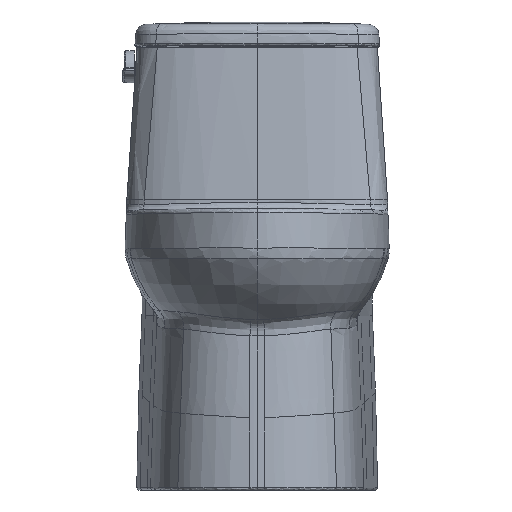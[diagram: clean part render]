
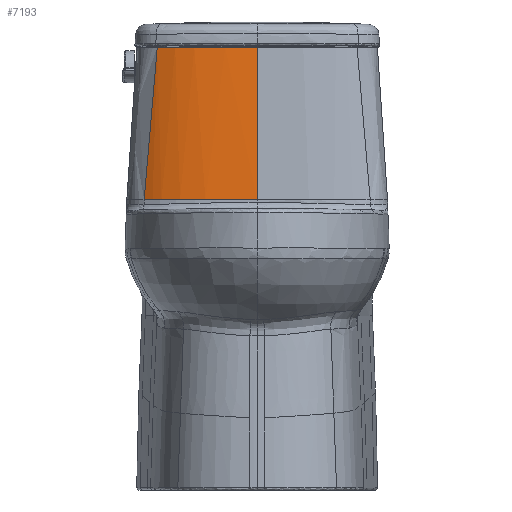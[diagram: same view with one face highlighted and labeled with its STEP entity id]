
A CAD part, front view. The second image highlights one B-rep face of the part: STEP entity #7193.
In plain terms, the highlighted free-form (B-spline) face has degree [1, 3] with [2, 16] control points.
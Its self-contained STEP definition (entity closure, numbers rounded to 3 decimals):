
#4686=FACE_OUTER_BOUND('',#10357,.T.);
#7193=ADVANCED_FACE('',(#4686),#9497,.F.);
#9497=B_SPLINE_SURFACE_WITH_KNOTS('',1,3,((#54579,#54580,#54581,#54582,
#54583,#54584,#54585,#54586,#54587,#54588,#54589,#54590,#54591,#54592,#54593,
#54594),(#54595,#54596,#54597,#54598,#54599,#54600,#54601,#54602,#54603,
#54604,#54605,#54606,#54607,#54608,#54609,#54610)),.UNSPECIFIED.,.F.,.F.,
 .F.,(2,2),(4,2,2,2,2,2,2,4),(0.,1.),(0.,0.089,0.166,
0.242,0.395,0.548,0.701,
1.),.UNSPECIFIED.);
#10357=EDGE_LOOP('',(#13924,#13925,#13926,#13927));
#13924=ORIENTED_EDGE('',*,*,#29436,.F.);
#13925=ORIENTED_EDGE('',*,*,#29437,.T.);
#13926=ORIENTED_EDGE('',*,*,#29424,.F.);
#13927=ORIENTED_EDGE('',*,*,#29438,.T.);
#25459=VERTEX_POINT('',#54457);
#25460=VERTEX_POINT('',#54474);
#25468=VERTEX_POINT('',#54557);
#25469=VERTEX_POINT('',#54558);
#29424=EDGE_CURVE('',#25459,#25460,#35398,.T.);
#29436=EDGE_CURVE('',#25468,#25469,#35410,.T.);
#29437=EDGE_CURVE('',#25468,#25460,#35411,.T.);
#29438=EDGE_CURVE('',#25459,#25469,#35412,.T.);
#35398=B_SPLINE_CURVE_WITH_KNOTS('',3,(#54458,#54459,#54460,#54461,#54462,
#54463,#54464,#54465,#54466,#54467,#54468,#54469,#54470,#54471,#54472,#54473),
 .UNSPECIFIED.,.F.,.F.,(4,2,2,2,2,2,2,4),(0.,0.297,0.452,
0.606,0.761,0.838,0.916,
1.),.UNSPECIFIED.);
#35410=B_SPLINE_CURVE_WITH_KNOTS('',3,(#54541,#54542,#54543,#54544,#54545,
#54546,#54547,#54548,#54549,#54550,#54551,#54552,#54553,#54554,#54555,#54556),
 .UNSPECIFIED.,.F.,.F.,(4,2,2,2,2,2,2,4),(0.,0.001,0.085,
0.17,0.339,0.507,0.676,
1.),.UNSPECIFIED.);
#35411=B_SPLINE_CURVE_WITH_KNOTS('',3,(#54559,#54560,#54561,#54562,#54563,
#54564,#54565,#54566,#54567,#54568,#54569,#54570,#54571),.UNSPECIFIED.,
 .F.,.F.,(4,3,3,3,4),(0.,0.075,0.467,0.933,
1.),.UNSPECIFIED.);
#35412=B_SPLINE_CURVE_WITH_KNOTS('',3,(#54572,#54573,#54574,#54575,#54576,
#54577,#54578),.UNSPECIFIED.,.F.,.F.,(4,3,4),(0.,0.525,1.),
 .UNSPECIFIED.);
#54457=CARTESIAN_POINT('',(0.,26.439,3.395));
#54458=CARTESIAN_POINT('',(0.,26.439,3.395));
#54459=CARTESIAN_POINT('',(-15.967,26.44,3.395));
#54460=CARTESIAN_POINT('',(-31.92,26.476,3.395));
#54461=CARTESIAN_POINT('',(-56.187,27.584,3.395));
#54462=CARTESIAN_POINT('',(-64.501,28.152,3.395));
#54463=CARTESIAN_POINT('',(-81.007,29.86,3.395));
#54464=CARTESIAN_POINT('',(-89.2,31.001,3.395));
#54465=CARTESIAN_POINT('',(-105.431,34.053,3.395));
#54466=CARTESIAN_POINT('',(-113.468,35.967,3.395));
#54467=CARTESIAN_POINT('',(-125.358,39.639,3.395));
#54468=CARTESIAN_POINT('',(-129.297,40.999,3.395));
#54469=CARTESIAN_POINT('',(-137.094,44.026,3.395));
#54470=CARTESIAN_POINT('',(-140.938,45.687,3.395));
#54471=CARTESIAN_POINT('',(-148.737,49.455,3.395));
#54472=CARTESIAN_POINT('',(-152.689,51.593,3.395));
#54473=CARTESIAN_POINT('',(-156.519,53.921,3.395));
#54474=CARTESIAN_POINT('',(-156.519,53.921,3.395));
#54541=CARTESIAN_POINT('',(-138.381,60.805,213.966));
#54542=CARTESIAN_POINT('',(-138.343,60.786,213.966));
#54543=CARTESIAN_POINT('',(-138.304,60.767,213.966));
#54544=CARTESIAN_POINT('',(-134.905,59.126,213.966));
#54545=CARTESIAN_POINT('',(-131.421,57.619,213.966));
#54546=CARTESIAN_POINT('',(-124.311,54.858,213.966));
#54547=CARTESIAN_POINT('',(-120.705,53.612,213.966));
#54548=CARTESIAN_POINT('',(-109.741,50.227,213.966));
#54549=CARTESIAN_POINT('',(-102.246,48.437,213.966));
#54550=CARTESIAN_POINT('',(-86.942,45.559,213.966));
#54551=CARTESIAN_POINT('',(-79.148,44.471,213.966));
#54552=CARTESIAN_POINT('',(-63.328,42.833,213.966));
#54553=CARTESIAN_POINT('',(-55.294,42.283,213.966));
#54554=CARTESIAN_POINT('',(-31.675,41.205,213.966));
#54555=CARTESIAN_POINT('',(-15.945,41.165,213.966));
#54556=CARTESIAN_POINT('',(0.,41.164,213.966));
#54557=CARTESIAN_POINT('',(-138.381,60.805,213.966));
#54558=CARTESIAN_POINT('',(0.,41.164,213.966));
#54559=CARTESIAN_POINT('',(-138.381,60.805,213.966));
#54560=CARTESIAN_POINT('',(-138.847,60.619,208.668));
#54561=CARTESIAN_POINT('',(-139.311,60.434,203.37));
#54562=CARTESIAN_POINT('',(-139.776,60.25,198.073));
#54563=CARTESIAN_POINT('',(-142.182,59.296,170.61));
#54564=CARTESIAN_POINT('',(-144.573,58.372,143.145));
#54565=CARTESIAN_POINT('',(-146.944,57.473,115.678));
#54566=CARTESIAN_POINT('',(-149.768,56.403,82.969));
#54567=CARTESIAN_POINT('',(-152.563,55.367,50.256));
#54568=CARTESIAN_POINT('',(-155.326,54.356,17.54));
#54569=CARTESIAN_POINT('',(-155.724,54.21,12.825));
#54570=CARTESIAN_POINT('',(-156.122,54.065,8.11));
#54571=CARTESIAN_POINT('',(-156.519,53.921,3.395));
#54572=CARTESIAN_POINT('',(0.,26.439,3.395));
#54573=CARTESIAN_POINT('',(0.,29.016,40.247));
#54574=CARTESIAN_POINT('',(0.,31.593,77.098));
#54575=CARTESIAN_POINT('',(0.,34.17,113.95));
#54576=CARTESIAN_POINT('',(0.,36.501,147.289));
#54577=CARTESIAN_POINT('',(0.,38.832,180.627));
#54578=CARTESIAN_POINT('',(0.,41.164,213.966));
#54579=CARTESIAN_POINT('',(-157.335,54.421,3.395));
#54580=CARTESIAN_POINT('',(-153.251,51.898,3.395));
#54581=CARTESIAN_POINT('',(-149.026,49.594,3.395));
#54582=CARTESIAN_POINT('',(-140.938,45.687,3.395));
#54583=CARTESIAN_POINT('',(-137.094,44.026,3.395));
#54584=CARTESIAN_POINT('',(-129.297,40.999,3.395));
#54585=CARTESIAN_POINT('',(-125.358,39.639,3.395));
#54586=CARTESIAN_POINT('',(-113.468,35.967,3.395));
#54587=CARTESIAN_POINT('',(-105.431,34.053,3.395));
#54588=CARTESIAN_POINT('',(-89.2,31.001,3.395));
#54589=CARTESIAN_POINT('',(-81.007,29.86,3.395));
#54590=CARTESIAN_POINT('',(-64.501,28.152,3.395));
#54591=CARTESIAN_POINT('',(-56.187,27.584,3.395));
#54592=CARTESIAN_POINT('',(-31.598,26.462,3.395));
#54593=CARTESIAN_POINT('',(-15.323,26.439,3.395));
#54594=CARTESIAN_POINT('',(0.968,26.439,3.395));
#54595=CARTESIAN_POINT('',(-149.598,66.949,213.966));
#54596=CARTESIAN_POINT('',(-145.965,64.705,213.966));
#54597=CARTESIAN_POINT('',(-142.187,62.643,213.966));
#54598=CARTESIAN_POINT('',(-134.905,59.126,213.966));
#54599=CARTESIAN_POINT('',(-131.421,57.619,213.966));
#54600=CARTESIAN_POINT('',(-124.311,54.858,213.966));
#54601=CARTESIAN_POINT('',(-120.705,53.612,213.966));
#54602=CARTESIAN_POINT('',(-109.741,50.227,213.966));
#54603=CARTESIAN_POINT('',(-102.246,48.437,213.966));
#54604=CARTESIAN_POINT('',(-86.942,45.559,213.966));
#54605=CARTESIAN_POINT('',(-79.148,44.471,213.966));
#54606=CARTESIAN_POINT('',(-63.328,42.833,213.966));
#54607=CARTESIAN_POINT('',(-55.294,42.283,213.966));
#54608=CARTESIAN_POINT('',(-31.361,41.191,213.966));
#54609=CARTESIAN_POINT('',(-15.308,41.164,213.966));
#54610=CARTESIAN_POINT('',(0.968,41.163,213.966));
